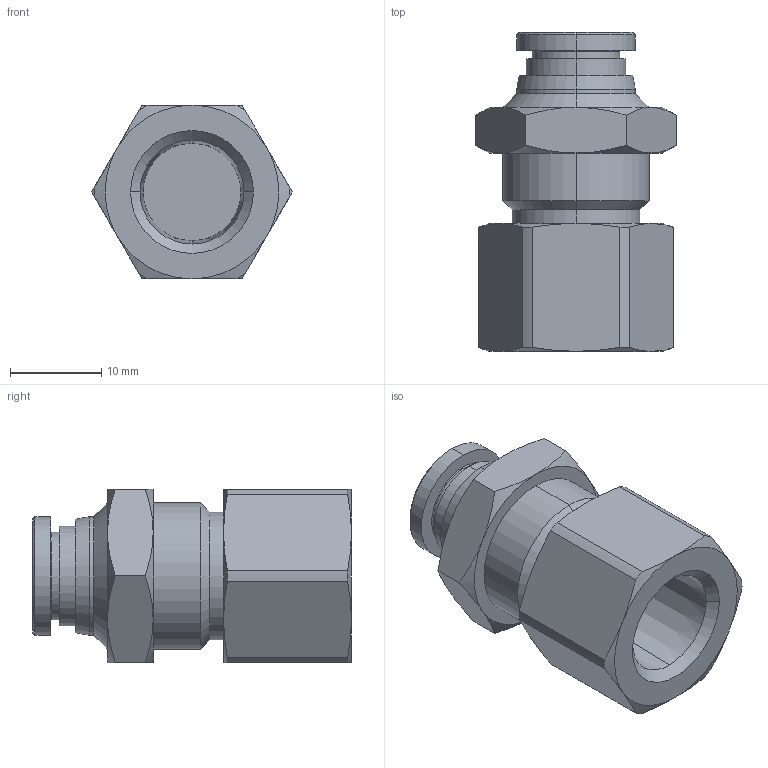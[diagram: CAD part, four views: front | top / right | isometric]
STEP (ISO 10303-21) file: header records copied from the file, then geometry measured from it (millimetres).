
FILE_DESCRIPTION (( 'STEP AP214' ), '1' );
FILE_NAME ('PMF08-G02.stp', '2015-09-23T11:17:47', ( '' ), ( '' ), 'SwSTEP 2.0', 'SolidWorks 2015', '' );
FILE_SCHEMA (( 'AUTOMOTIVE_DESIGN' ));
Length unit declared in the file: millimetre
Products named in the file (2): PMF08-G02; ｦ+ﾃｦ1
Assembly tree (1 placements, depth 2):
  PMF08-G02
    ｦ+ﾃｦ1
Bounding box: 21.94 x 34.9 x 19 mm (x, y, z)
Volume: 6235.1 mm3; surface area: 3711.1 mm2
Topology: 1 solids, 1 shells, 448 faces, 1228 edges, 806 vertices
Faces by surface type: plane 355, cone 40, cylinder 27, bspline 26
Entity records: 14757 total; most frequent: CARTESIAN_POINT 3272, ORIENTED_EDGE 2456, DIRECTION 2064, EDGE_CURVE 1228, VECTOR 1020, LINE 1020, VERTEX_POINT 806, AXIS2_PLACEMENT_3D 522
